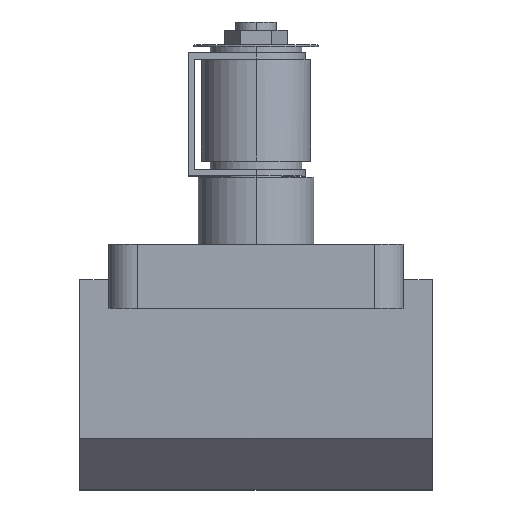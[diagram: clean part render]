
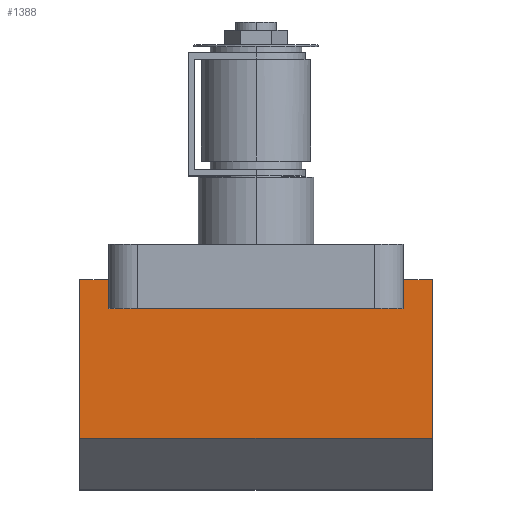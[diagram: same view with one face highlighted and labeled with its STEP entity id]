
A CAD part, top view. The second image highlights one B-rep face of the part: STEP entity #1388.
In plain terms, the highlighted planar face has unit normal (0, 0, 1).
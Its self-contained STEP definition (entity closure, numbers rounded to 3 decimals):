
#102 = CARTESIAN_POINT ( 'NONE',  ( -55., -24.8, 27.5 ) ) ;
#124 = EDGE_CURVE ( 'NONE', #1987, #2080, #707, .T. ) ;
#151 = DIRECTION ( 'NONE',  ( 0., -1., 0. ) ) ;
#173 = CARTESIAN_POINT ( 'NONE',  ( -46., -24.8, 27.5 ) ) ;
#207 = VECTOR ( 'NONE', #1387, 1000. ) ;
#211 = AXIS2_PLACEMENT_3D ( 'NONE', #636, #1821, #2170 ) ;
#230 = ORIENTED_EDGE ( 'NONE', *, *, #710, .T. ) ;
#262 = VECTOR ( 'NONE', #1855, 1000. ) ;
#311 = VERTEX_POINT ( 'NONE', #102 ) ;
#314 = EDGE_CURVE ( 'NONE', #1038, #1630, #1631, .T. ) ;
#339 = CARTESIAN_POINT ( 'NONE',  ( -55., -74.3, 27.5 ) ) ;
#351 = DIRECTION ( 'NONE',  ( 0., -1., 0. ) ) ;
#384 = DIRECTION ( 'NONE',  ( -1., 0., 0. ) ) ;
#415 = VERTEX_POINT ( 'NONE', #1421 ) ;
#513 = LINE ( 'NONE', #824, #604 ) ;
#602 = EDGE_LOOP ( 'NONE', ( #2102, #230, #2108, #1098, #1314, #1151, #2015, #1136 ) ) ;
#604 = VECTOR ( 'NONE', #151, 1000. ) ;
#636 = CARTESIAN_POINT ( 'NONE',  ( 55., -24.8, 27.5 ) ) ;
#640 = CARTESIAN_POINT ( 'NONE',  ( 46., -33.8, 27.5 ) ) ;
#673 = LINE ( 'NONE', #1844, #1489 ) ;
#707 = LINE ( 'NONE', #1867, #1684 ) ;
#709 = VERTEX_POINT ( 'NONE', #1157 ) ;
#710 = EDGE_CURVE ( 'NONE', #1987, #311, #1567, .T. ) ;
#803 = PLANE ( 'NONE',  #211 ) ;
#824 = CARTESIAN_POINT ( 'NONE',  ( 55., -24.8, 27.5 ) ) ;
#828 = CARTESIAN_POINT ( 'NONE',  ( 46., -24.8, 27.5 ) ) ;
#847 = VECTOR ( 'NONE', #1665, 1000. ) ;
#851 = LINE ( 'NONE', #1519, #1443 ) ;
#962 = CARTESIAN_POINT ( 'NONE',  ( 46., -33.8, 27.5 ) ) ;
#1005 = EDGE_CURVE ( 'NONE', #2080, #1038, #1964, .T. ) ;
#1038 = VERTEX_POINT ( 'NONE', #1302 ) ;
#1045 = VECTOR ( 'NONE', #384, 1000. ) ;
#1098 = ORIENTED_EDGE ( 'NONE', *, *, #1948, .F. ) ;
#1136 = ORIENTED_EDGE ( 'NONE', *, *, #1005, .F. ) ;
#1151 = ORIENTED_EDGE ( 'NONE', *, *, #1583, .T. ) ;
#1157 = CARTESIAN_POINT ( 'NONE',  ( 55., -24.8, 27.5 ) ) ;
#1230 = CARTESIAN_POINT ( 'NONE',  ( 55., -24.8, 27.5 ) ) ;
#1241 = CARTESIAN_POINT ( 'NONE',  ( -55., -24.8, 27.5 ) ) ;
#1302 = CARTESIAN_POINT ( 'NONE',  ( 46., -33.8, 27.5 ) ) ;
#1314 = ORIENTED_EDGE ( 'NONE', *, *, #1979, .F. ) ;
#1387 = DIRECTION ( 'NONE',  ( 0., -1., 0. ) ) ;
#1388 = ADVANCED_FACE ( 'NONE', ( #1474 ), #803, .F. ) ;
#1421 = CARTESIAN_POINT ( 'NONE',  ( 55., -74.3, 27.5 ) ) ;
#1443 = VECTOR ( 'NONE', #1668, 1000. ) ;
#1474 = FACE_OUTER_BOUND ( 'NONE', #602, .T. ) ;
#1489 = VECTOR ( 'NONE', #1498, 1000. ) ;
#1498 = DIRECTION ( 'NONE',  ( -1., 0., 0. ) ) ;
#1519 = CARTESIAN_POINT ( 'NONE',  ( 55., -74.3, 27.5 ) ) ;
#1567 = LINE ( 'NONE', #1230, #1045 ) ;
#1583 = EDGE_CURVE ( 'NONE', #709, #1630, #673, .T. ) ;
#1630 = VERTEX_POINT ( 'NONE', #828 ) ;
#1631 = LINE ( 'NONE', #640, #262 ) ;
#1665 = DIRECTION ( 'NONE',  ( 1., 0., 0. ) ) ;
#1668 = DIRECTION ( 'NONE',  ( -1., 0., 0. ) ) ;
#1684 = VECTOR ( 'NONE', #351, 1000. ) ;
#1726 = LINE ( 'NONE', #1241, #207 ) ;
#1735 = EDGE_CURVE ( 'NONE', #311, #1934, #1726, .T. ) ;
#1821 = DIRECTION ( 'NONE',  ( 0., 0., -1. ) ) ;
#1844 = CARTESIAN_POINT ( 'NONE',  ( 55., -24.8, 27.5 ) ) ;
#1855 = DIRECTION ( 'NONE',  ( 0., 1., 0. ) ) ;
#1867 = CARTESIAN_POINT ( 'NONE',  ( -46., -33.8, 27.5 ) ) ;
#1934 = VERTEX_POINT ( 'NONE', #339 ) ;
#1948 = EDGE_CURVE ( 'NONE', #415, #1934, #851, .T. ) ;
#1964 = LINE ( 'NONE', #962, #847 ) ;
#1979 = EDGE_CURVE ( 'NONE', #709, #415, #513, .T. ) ;
#1987 = VERTEX_POINT ( 'NONE', #173 ) ;
#2015 = ORIENTED_EDGE ( 'NONE', *, *, #314, .F. ) ;
#2080 = VERTEX_POINT ( 'NONE', #2149 ) ;
#2102 = ORIENTED_EDGE ( 'NONE', *, *, #124, .F. ) ;
#2108 = ORIENTED_EDGE ( 'NONE', *, *, #1735, .T. ) ;
#2149 = CARTESIAN_POINT ( 'NONE',  ( -46., -33.8, 27.5 ) ) ;
#2170 = DIRECTION ( 'NONE',  ( 0., 1., 0. ) ) ;
